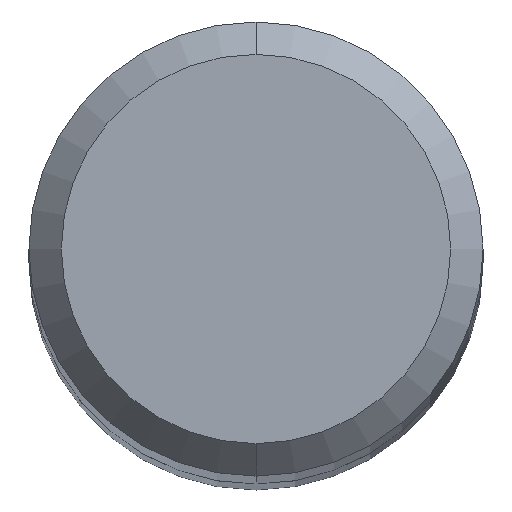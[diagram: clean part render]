
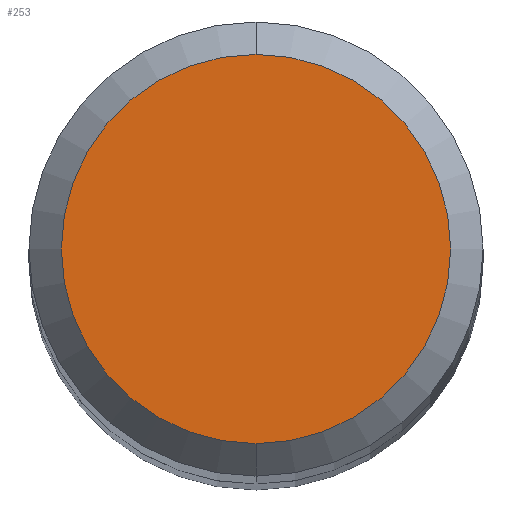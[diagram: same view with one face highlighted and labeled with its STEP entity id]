
A CAD part, top view. The second image highlights one B-rep face of the part: STEP entity #253.
In plain terms, the highlighted planar face has unit normal (0, 0, 1).
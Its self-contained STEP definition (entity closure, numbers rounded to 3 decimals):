
#191=VERTEX_POINT('',#471);
#217=VERTEX_POINT('',#501);
#253=ADVANCED_FACE('',(#539),#540,.T.);
#277=EDGE_CURVE('',#217,#191,#568,.T.);
#355=EDGE_CURVE('',#191,#217,#651,.T.);
#471=CARTESIAN_POINT('',(0.0,1.8,0.0));
#501=CARTESIAN_POINT('',(0.,-1.8,0.0));
#539=FACE_OUTER_BOUND('',#906,.T.);
#540=PLANE('',#907);
#568=CIRCLE('',#942,1.8);
#651=CIRCLE('',#1097,1.8);
#906=EDGE_LOOP('',(#1436,#1437));
#907=AXIS2_PLACEMENT_3D('',#1438,#1439,#1440);
#942=AXIS2_PLACEMENT_3D('',#1487,#1488,#1489);
#1097=AXIS2_PLACEMENT_3D('',#1565,#1566,#1567);
#1436=ORIENTED_EDGE('',*,*,#355,.F.);
#1437=ORIENTED_EDGE('',*,*,#277,.F.);
#1438=CARTESIAN_POINT('',(0.0,0.9,0.0));
#1439=DIRECTION('',(-0.0,0.0,1.0));
#1440=DIRECTION('',(0.0,-1.0,0.0));
#1487=CARTESIAN_POINT('',(0.0,0.0,0.0));
#1488=DIRECTION('',(0.0,0.0,-1.0));
#1489=DIRECTION('',(0.0,1.0,0.0));
#1565=CARTESIAN_POINT('',(0.0,0.0,0.0));
#1566=DIRECTION('',(0.0,0.0,-1.0));
#1567=DIRECTION('',(0.0,1.0,0.0));
